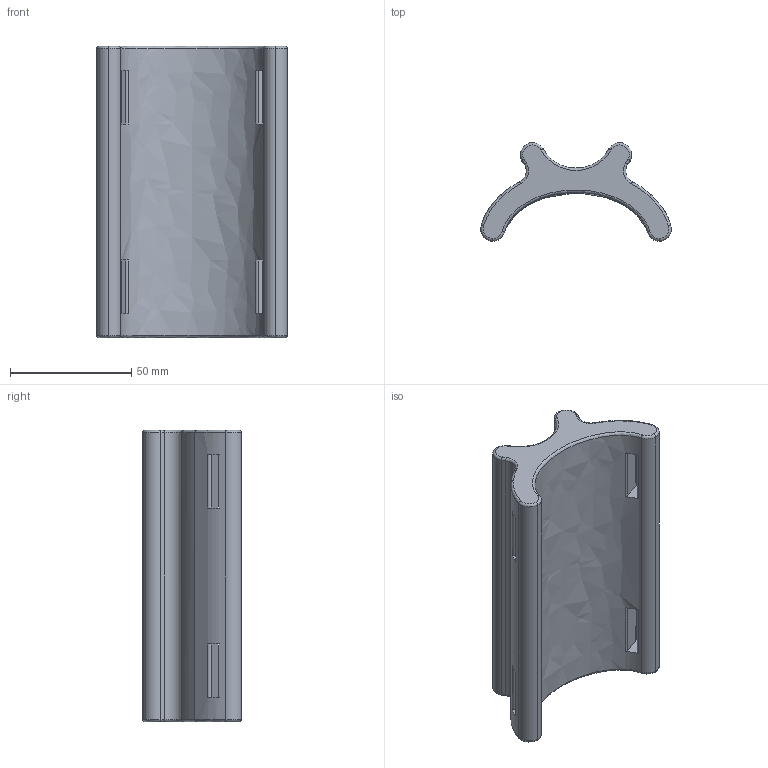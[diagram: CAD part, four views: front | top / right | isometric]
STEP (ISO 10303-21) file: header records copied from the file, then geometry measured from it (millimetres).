
FILE_DESCRIPTION(/* description */ (''),/* implementation_level */ '2;1');
FILE_NAME(/* name */ 'Prototype arm mount Full CAD STEP Revision 1.step',/* time_stamp */ '2024-04-21T19:32:22+08:00',/* author */ (''),/* organization */ (''),/* preprocessor_version */ 'ST-DEVELOPER v20',/* originating_system */ 'Autodesk Translation Framework v12.20.1.177',/* authorisation */ '');
FILE_SCHEMA (('AUTOMOTIVE_DESIGN { 1 0 10303 214 3 1 1 }'));
Length unit declared in the file: millimetre
Products named in the file (1): Arm mount
Bounding box: 78.54 x 40.52 x 120 mm (x, y, z)
Volume: 141668.6 mm3; surface area: 31956.6 mm2
Topology: 1 solids, 1 shells, 82 faces, 208 edges, 128 vertices
Faces by surface type: cylinder 27, torus 22, plane 18, bspline 15
Entity records: 3010 total; most frequent: CARTESIAN_POINT 982, DIRECTION 440, ORIENTED_EDGE 416, EDGE_CURVE 208, AXIS2_PLACEMENT_3D 188, VERTEX_POINT 128, CIRCLE 104, EDGE_LOOP 90
